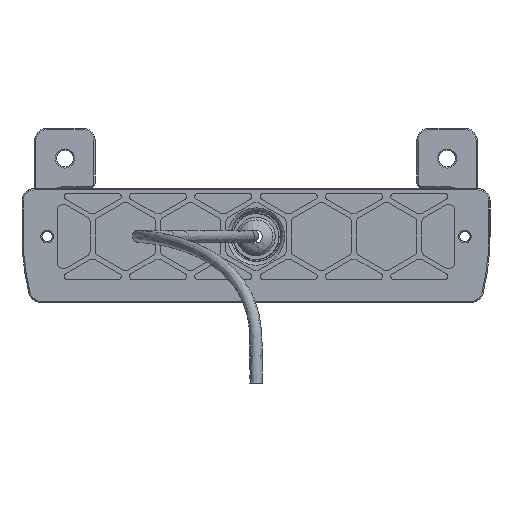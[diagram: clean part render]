
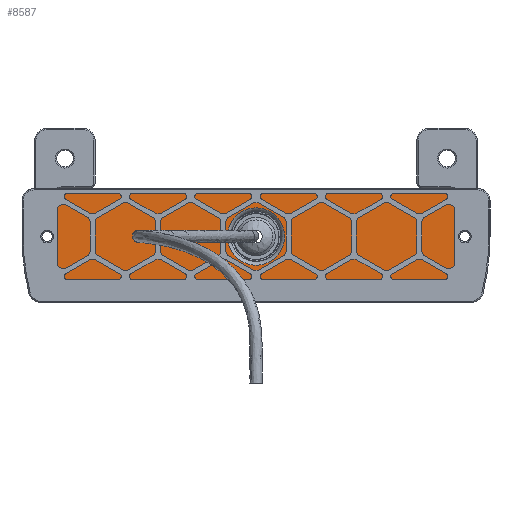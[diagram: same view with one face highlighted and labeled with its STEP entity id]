
A CAD part, front view. The second image highlights one B-rep face of the part: STEP entity #8587.
In plain terms, the highlighted planar face has unit normal (0, -1, 0).
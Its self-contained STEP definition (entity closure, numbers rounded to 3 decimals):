
#602=FACE_BOUND('',#1829,.T.);
#603=FACE_BOUND('',#1830,.T.);
#604=FACE_BOUND('',#1831,.T.);
#773=PLANE('',#9608);
#1272=FACE_OUTER_BOUND('',#1828,.T.);
#1828=EDGE_LOOP('',(#8015,#8016,#8017,#8018,#8019,#8020,#8021,#8022,#8023,
#8024));
#1829=EDGE_LOOP('',(#8025));
#1830=EDGE_LOOP('',(#8026));
#1831=EDGE_LOOP('',(#8027));
#2420=LINE('',#24666,#3017);
#2421=LINE('',#24668,#3018);
#2422=LINE('',#24673,#3019);
#2423=LINE('',#24676,#3020);
#3017=VECTOR('',#12027,10.);
#3018=VECTOR('',#12030,10.);
#3019=VECTOR('',#12039,10.);
#3020=VECTOR('',#12042,10.);
#3470=CIRCLE('',#9549,4.);
#3471=CIRCLE('',#9553,4.);
#3474=CIRCLE('',#9559,4.);
#3475=CIRCLE('',#9562,4.);
#3485=CIRCLE('',#9584,77.4);
#3488=CIRCLE('',#9594,77.4);
#3490=CIRCLE('',#9597,9.5);
#3493=CIRCLE('',#9601,2.75);
#3497=CIRCLE('',#9609,2.75);
#4228=VERTEX_POINT('',#24129);
#4229=VERTEX_POINT('',#24131);
#4234=VERTEX_POINT('',#24149);
#4235=VERTEX_POINT('',#24151);
#4240=VERTEX_POINT('',#24163);
#4241=VERTEX_POINT('',#24165);
#4244=VERTEX_POINT('',#24172);
#4245=VERTEX_POINT('',#24174);
#4257=VERTEX_POINT('',#24661);
#4258=VERTEX_POINT('',#24675);
#4261=VERTEX_POINT('',#24684);
#4264=VERTEX_POINT('',#24692);
#4267=VERTEX_POINT('',#24707);
#5457=EDGE_CURVE('',#4228,#4229,#3470,.T.);
#5464=EDGE_CURVE('',#4234,#4235,#3471,.T.);
#5471=EDGE_CURVE('',#4240,#4241,#3474,.T.);
#5475=EDGE_CURVE('',#4244,#4245,#3475,.T.);
#5500=EDGE_CURVE('',#4257,#4234,#3485,.T.);
#5503=EDGE_CURVE('',#4241,#4257,#2420,.T.);
#5504=EDGE_CURVE('',#4235,#4228,#2421,.T.);
#5506=EDGE_CURVE('',#4245,#4240,#2422,.T.);
#5507=EDGE_CURVE('',#4258,#4244,#2423,.T.);
#5509=EDGE_CURVE('',#4229,#4258,#3488,.T.);
#5512=EDGE_CURVE('',#4261,#4261,#3490,.F.);
#5516=EDGE_CURVE('',#4264,#4264,#3493,.T.);
#5523=EDGE_CURVE('',#4267,#4267,#3497,.T.);
#8015=ORIENTED_EDGE('',*,*,#5506,.F.);
#8016=ORIENTED_EDGE('',*,*,#5475,.F.);
#8017=ORIENTED_EDGE('',*,*,#5507,.F.);
#8018=ORIENTED_EDGE('',*,*,#5509,.F.);
#8019=ORIENTED_EDGE('',*,*,#5457,.F.);
#8020=ORIENTED_EDGE('',*,*,#5504,.F.);
#8021=ORIENTED_EDGE('',*,*,#5464,.F.);
#8022=ORIENTED_EDGE('',*,*,#5500,.F.);
#8023=ORIENTED_EDGE('',*,*,#5503,.F.);
#8024=ORIENTED_EDGE('',*,*,#5471,.F.);
#8025=ORIENTED_EDGE('',*,*,#5516,.F.);
#8026=ORIENTED_EDGE('',*,*,#5512,.F.);
#8027=ORIENTED_EDGE('',*,*,#5523,.F.);
#8587=ADVANCED_FACE('',(#1272,#602,#603,#604),#773,.T.);
#9549=AXIS2_PLACEMENT_3D('',#24132,#11933,#11934);
#9553=AXIS2_PLACEMENT_3D('',#24152,#11945,#11946);
#9559=AXIS2_PLACEMENT_3D('',#24166,#11959,#11960);
#9562=AXIS2_PLACEMENT_3D('',#24175,#11967,#11968);
#9584=AXIS2_PLACEMENT_3D('',#24662,#12020,#12021);
#9594=AXIS2_PLACEMENT_3D('',#24679,#12046,#12047);
#9597=AXIS2_PLACEMENT_3D('',#24686,#12053,#12054);
#9601=AXIS2_PLACEMENT_3D('',#24694,#12062,#12063);
#9608=AXIS2_PLACEMENT_3D('',#24706,#12079,#12080);
#9609=AXIS2_PLACEMENT_3D('',#24708,#12081,#12082);
#11933=DIRECTION('center_axis',(0.,1.,0.));
#11934=DIRECTION('ref_axis',(-0.615,0.,-0.788));
#11945=DIRECTION('center_axis',(0.,1.,0.));
#11946=DIRECTION('ref_axis',(0.615,0.,-0.788));
#11959=DIRECTION('center_axis',(0.,1.,0.));
#11960=DIRECTION('ref_axis',(0.707,0.,0.707));
#11967=DIRECTION('center_axis',(0.,1.,0.));
#11968=DIRECTION('ref_axis',(-0.707,0.,0.707));
#12020=DIRECTION('center_axis',(0.,1.,0.));
#12021=DIRECTION('ref_axis',(1.,0.,0.));
#12027=DIRECTION('',(0.,0.,-1.));
#12030=DIRECTION('',(-1.,0.,0.));
#12039=DIRECTION('',(1.,0.,0.));
#12042=DIRECTION('',(0.,0.,1.));
#12046=DIRECTION('center_axis',(0.,1.,0.));
#12047=DIRECTION('ref_axis',(1.,0.,0.));
#12053=DIRECTION('center_axis',(0.,1.,0.));
#12054=DIRECTION('ref_axis',(1.,0.,0.));
#12062=DIRECTION('center_axis',(0.,-1.,0.));
#12063=DIRECTION('ref_axis',(1.,0.,0.));
#12079=DIRECTION('center_axis',(0.,-1.,0.));
#12080=DIRECTION('ref_axis',(1.,0.,0.));
#12081=DIRECTION('center_axis',(0.,-1.,0.));
#12082=DIRECTION('ref_axis',(1.,0.,0.));
#24129=CARTESIAN_POINT('',(-266.232,404.,-77.6));
#24131=CARTESIAN_POINT('',(-270.113,404.,-74.57));
#24132=CARTESIAN_POINT('Origin',(-266.232,404.,-73.6));
#24149=CARTESIAN_POINT('',(-119.934,404.,-74.57));
#24151=CARTESIAN_POINT('',(-123.814,404.,-77.6));
#24152=CARTESIAN_POINT('Origin',(-123.814,404.,-73.6));
#24163=CARTESIAN_POINT('',(-121.623,404.,-40.));
#24165=CARTESIAN_POINT('',(-117.623,404.,-44.));
#24166=CARTESIAN_POINT('Origin',(-121.623,404.,-44.));
#24172=CARTESIAN_POINT('',(-272.423,404.,-44.));
#24174=CARTESIAN_POINT('',(-268.423,404.,-40.));
#24175=CARTESIAN_POINT('Origin',(-268.423,404.,-44.));
#24661=CARTESIAN_POINT('',(-117.623,404.,-55.8));
#24662=CARTESIAN_POINT('Origin',(-195.023,404.,-55.8));
#24666=CARTESIAN_POINT('',(-117.623,404.,-62.1));
#24668=CARTESIAN_POINT('',(-227.123,404.,-77.6));
#24673=CARTESIAN_POINT('',(-162.923,404.,-40.));
#24675=CARTESIAN_POINT('',(-272.423,404.,-55.8));
#24676=CARTESIAN_POINT('',(-272.423,404.,-49.5));
#24679=CARTESIAN_POINT('Origin',(-195.023,404.,-55.8));
#24684=CARTESIAN_POINT('',(-204.523,404.,-55.8));
#24686=CARTESIAN_POINT('Origin',(-195.023,404.,-55.8));
#24692=CARTESIAN_POINT('',(-266.873,404.,-55.8));
#24694=CARTESIAN_POINT('Origin',(-264.123,404.,-55.8));
#24706=CARTESIAN_POINT('Origin',(-195.023,404.,-55.8));
#24707=CARTESIAN_POINT('',(-128.673,404.,-55.8));
#24708=CARTESIAN_POINT('Origin',(-125.923,404.,-55.8));
